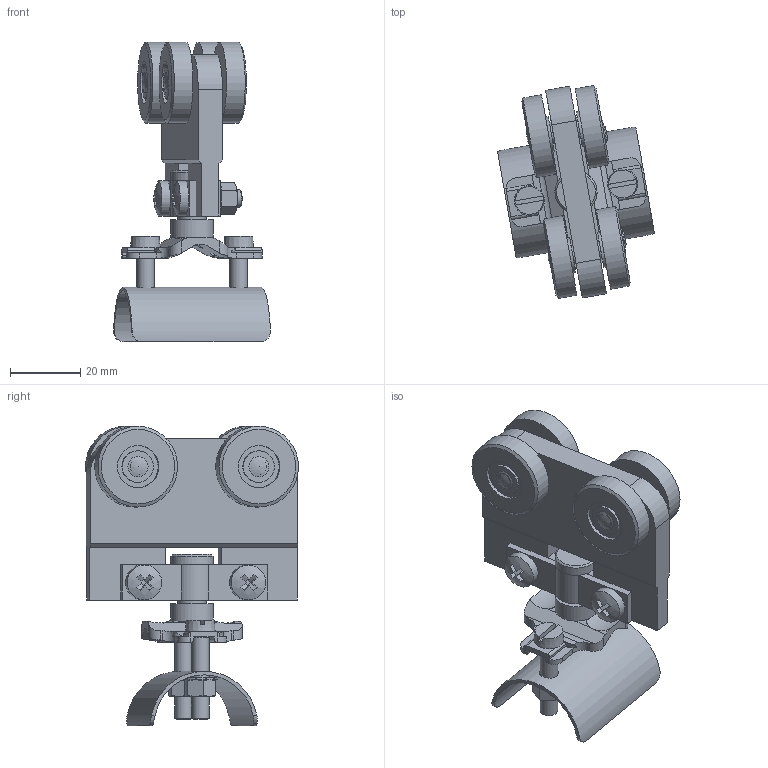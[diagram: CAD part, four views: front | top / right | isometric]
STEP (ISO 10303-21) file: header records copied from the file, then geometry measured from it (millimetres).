
FILE_DESCRIPTION(('STEP AP214'),'1');
FILE_NAME('PMH Kabelvagn 1335K.stp','2013-08-13T15:01:27',(' '),(' '),'Spatial InterOp 3D',' ',' ');
FILE_SCHEMA(('automotive_design'));
Length unit declared in the file: millimetre
Products named in the file (29): NAUO8; NAUO29; NAUO28; NAUO27; NAUO26; NAUO25; NAUO24; NAUO23; NAUO22; NAUO21; NAUO20; NAUO18; NAUO17; NAUO16; NAUO15; NAUO14; NAUO13; NAUO12; NAUO11; NAUO10; NAUO9; NAUO7; NAUO6; NAUO5; NAUO4; NAUO3; NAUO2; NAUO1; PMH Profilskena kabelvagn 1335K
Assembly tree (29 placements, depth 3):
  PMH Profilskena kabelvagn 1335K
    NAUO8
      NAUO29
      NAUO28
      NAUO27
      NAUO26
      NAUO25
      NAUO24  x2
      NAUO23
      NAUO22
      NAUO21
      NAUO20
      NAUO18
      NAUO17
      NAUO16
      NAUO15
      NAUO14
      NAUO13
      NAUO12
      NAUO11
      NAUO10
      NAUO9
      NAUO7
      NAUO6
      NAUO5
      NAUO4
      NAUO3
      NAUO2
      NAUO1
Bounding box: 44.67 x 60.68 x 85.31 mm (x, y, z)
Volume: 35763.7 mm3; surface area: 26421.4 mm2
Topology: 28 solids, 30 shells, 550 faces, 1355 edges, 884 vertices
Faces by surface type: plane 303, cylinder 151, cone 82, bspline 8, torus 4, sphere 2
Full cylindrical faces by diameter (mm): 0.402 x2, 4 x4, 4.134 x4, 4.3 x4, 4.51 x2, 5 x6, 5.1 x2, 5.2 x10, 5.3 x4, 5.4 x2, 5.5 x2, 6 x1, 6.2 x1, 8 x1, 9 x4, 10 x6, 12 x6, 23 x4
Entity records: 20947 total; most frequent: CARTESIAN_POINT 4305, DIRECTION 2428, ORIENTED_EDGE 2344, EDGE_CURVE 1172, AXIS2_PLACEMENT_3D 903, VERTEX_POINT 816, EDGE_LOOP 688, LINE 622
